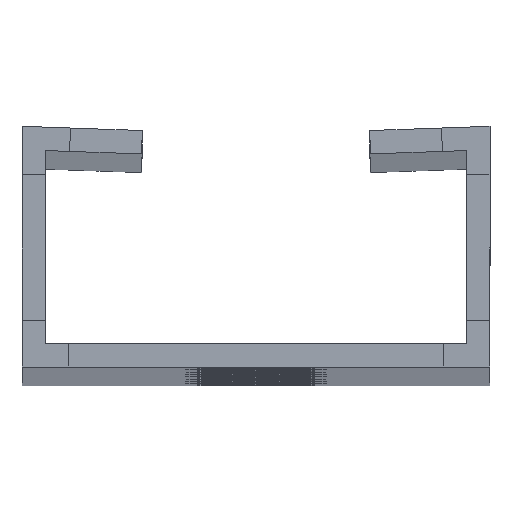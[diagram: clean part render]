
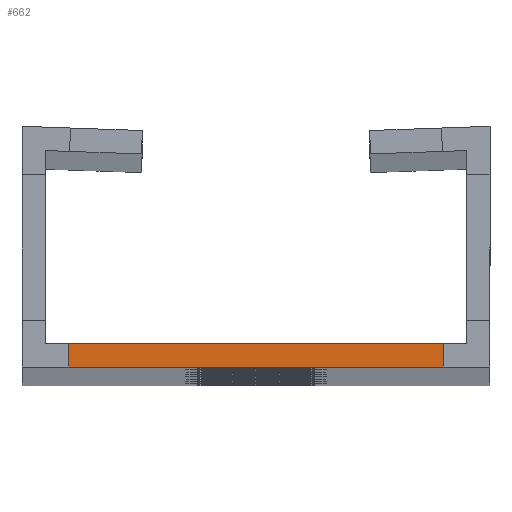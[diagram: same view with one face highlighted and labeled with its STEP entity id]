
A CAD part, top view. The second image highlights one B-rep face of the part: STEP entity #662.
In plain terms, the highlighted planar face has unit normal (0, 0, 1).
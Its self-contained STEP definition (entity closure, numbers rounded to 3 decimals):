
#34 = PLANE ( 'NONE',  #2435 ) ;
#69 = FACE_OUTER_BOUND ( 'NONE', #2780, .T. ) ;
#641 = DIRECTION ( 'NONE',  ( 1., 0., 0. ) ) ;
#662 = ADVANCED_FACE ( 'NONE', ( #69 ), #34, .T. ) ;
#872 = CARTESIAN_POINT ( 'NONE',  ( -17.5, 0., 800. ) ) ;
#1378 = EDGE_CURVE ( 'NONE', #3470, #7639, #6456, .T. ) ;
#1437 = VECTOR ( 'NONE', #4479, 1000. ) ;
#1634 = VERTEX_POINT ( 'NONE', #3252 ) ;
#1648 = CARTESIAN_POINT ( 'NONE',  ( 14., 0., 800. ) ) ;
#1760 = ORIENTED_EDGE ( 'NONE', *, *, #4979, .F. ) ;
#1998 = CARTESIAN_POINT ( 'NONE',  ( -14., 1.75, 800. ) ) ;
#2032 = EDGE_CURVE ( 'NONE', #1634, #5427, #3439, .T. ) ;
#2394 = LINE ( 'NONE', #7005, #6781 ) ;
#2435 = AXIS2_PLACEMENT_3D ( 'NONE', #3589, #4131, #641 ) ;
#2780 = EDGE_LOOP ( 'NONE', ( #1760, #5772, #3043, #3029 ) ) ;
#3029 = ORIENTED_EDGE ( 'NONE', *, *, #1378, .T. ) ;
#3043 = ORIENTED_EDGE ( 'NONE', *, *, #6870, .T. ) ;
#3229 = CARTESIAN_POINT ( 'NONE',  ( -14., 0., 800. ) ) ;
#3252 = CARTESIAN_POINT ( 'NONE',  ( 14., 0., 800. ) ) ;
#3439 = LINE ( 'NONE', #1648, #7010 ) ;
#3470 = VERTEX_POINT ( 'NONE', #1998 ) ;
#3490 = DIRECTION ( 'NONE',  ( -1., 0., 0. ) ) ;
#3589 = CARTESIAN_POINT ( 'NONE',  ( 15.75, 3.5, 800. ) ) ;
#3898 = LINE ( 'NONE', #872, #1437 ) ;
#4131 = DIRECTION ( 'NONE',  ( 0., 0., 1. ) ) ;
#4479 = DIRECTION ( 'NONE',  ( -1., 0., 0. ) ) ;
#4610 = CARTESIAN_POINT ( 'NONE',  ( -14., 1.75, 800. ) ) ;
#4695 = DIRECTION ( 'NONE',  ( 0., -1., 0. ) ) ;
#4979 = EDGE_CURVE ( 'NONE', #1634, #7639, #3898, .T. ) ;
#5427 = VERTEX_POINT ( 'NONE', #6777 ) ;
#5772 = ORIENTED_EDGE ( 'NONE', *, *, #2032, .T. ) ;
#6371 = DIRECTION ( 'NONE',  ( 0., 1., 0. ) ) ;
#6456 = LINE ( 'NONE', #4610, #6518 ) ;
#6518 = VECTOR ( 'NONE', #4695, 1000. ) ;
#6777 = CARTESIAN_POINT ( 'NONE',  ( 14., 1.75, 800. ) ) ;
#6781 = VECTOR ( 'NONE', #3490, 1000. ) ;
#6870 = EDGE_CURVE ( 'NONE', #5427, #3470, #2394, .T. ) ;
#7005 = CARTESIAN_POINT ( 'NONE',  ( -17.5, 1.75, 800. ) ) ;
#7010 = VECTOR ( 'NONE', #6371, 1000. ) ;
#7639 = VERTEX_POINT ( 'NONE', #3229 ) ;
